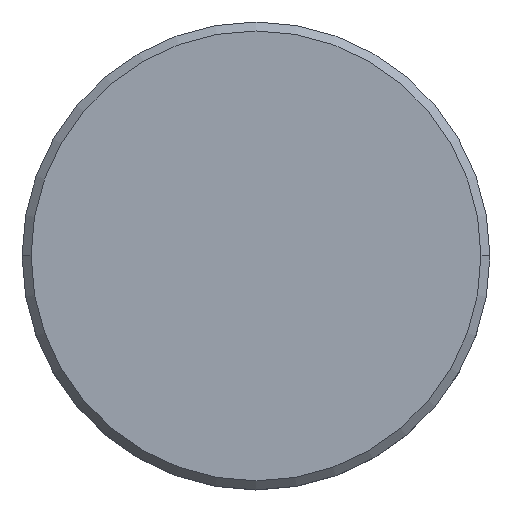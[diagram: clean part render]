
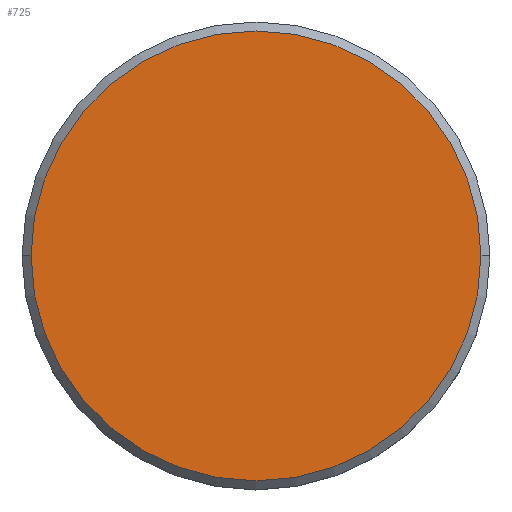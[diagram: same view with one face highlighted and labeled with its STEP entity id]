
A CAD part, top view. The second image highlights one B-rep face of the part: STEP entity #725.
In plain terms, the highlighted planar face has unit normal (0, 0, 1).
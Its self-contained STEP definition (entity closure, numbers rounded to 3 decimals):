
#25 = DIRECTION ( 'NONE',  ( 1., 0., 0. ) ) ;
#39 = EDGE_CURVE ( 'NONE', #921, #383, #1122, .T. ) ;
#248 = DIRECTION ( 'NONE',  ( 1., 0., 0. ) ) ;
#292 = CARTESIAN_POINT ( 'NONE',  ( 0., 0., 0. ) ) ;
#319 = CARTESIAN_POINT ( 'NONE',  ( 0., 0., 0. ) ) ;
#320 = CARTESIAN_POINT ( 'NONE',  ( 12.5, 0., 0. ) ) ;
#323 = FACE_OUTER_BOUND ( 'NONE', #462, .T. ) ;
#334 = DIRECTION ( 'NONE',  ( 0., 0., 1. ) ) ;
#340 = CIRCLE ( 'NONE', #932, 12.5 ) ;
#382 = DIRECTION ( 'NONE',  ( 1., 0., 0. ) ) ;
#383 = VERTEX_POINT ( 'NONE', #320 ) ;
#416 = CARTESIAN_POINT ( 'NONE',  ( 0., 0., 0. ) ) ;
#462 = EDGE_LOOP ( 'NONE', ( #553, #631 ) ) ;
#508 = AXIS2_PLACEMENT_3D ( 'NONE', #319, #684, #382 ) ;
#553 = ORIENTED_EDGE ( 'NONE', *, *, #39, .T. ) ;
#576 = EDGE_CURVE ( 'NONE', #383, #921, #340, .T. ) ;
#608 = AXIS2_PLACEMENT_3D ( 'NONE', #416, #334, #248 ) ;
#631 = ORIENTED_EDGE ( 'NONE', *, *, #576, .T. ) ;
#638 = CARTESIAN_POINT ( 'NONE',  ( -12.5, 0., 0. ) ) ;
#684 = DIRECTION ( 'NONE',  ( 0., 0., 1. ) ) ;
#725 = ADVANCED_FACE ( 'NONE', ( #323 ), #752, .T. ) ;
#752 = PLANE ( 'NONE',  #508 ) ;
#764 = DIRECTION ( 'NONE',  ( 0., 0., 1. ) ) ;
#921 = VERTEX_POINT ( 'NONE', #638 ) ;
#932 = AXIS2_PLACEMENT_3D ( 'NONE', #292, #764, #25 ) ;
#1122 = CIRCLE ( 'NONE', #608, 12.5 ) ;
